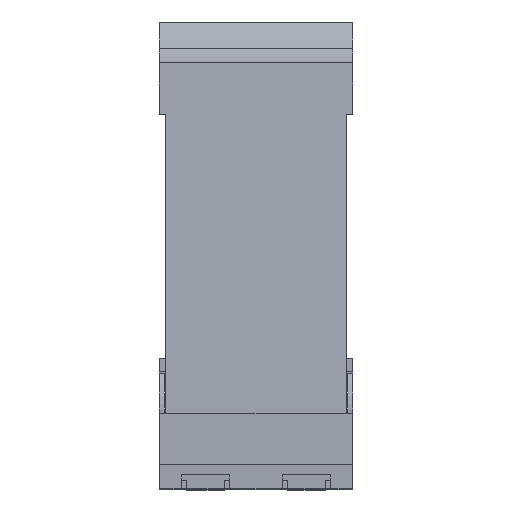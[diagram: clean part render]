
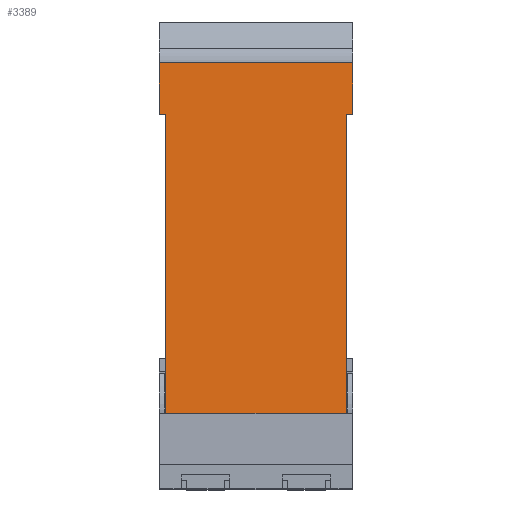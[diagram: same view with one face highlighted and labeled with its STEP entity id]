
A CAD part, top view. The second image highlights one B-rep face of the part: STEP entity #3389.
In plain terms, the highlighted planar face has unit normal (0, 0.064, 0.998).
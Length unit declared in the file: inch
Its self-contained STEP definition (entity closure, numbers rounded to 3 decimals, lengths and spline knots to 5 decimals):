
#45 = CARTESIAN_POINT ( 'NONE',  ( 1.44618, -3.70379, 4.6206 ) ) ;
#70 = DIRECTION ( 'NONE',  ( -1., 0., 0. ) ) ;
#203 = LINE ( 'NONE', #2104, #3219 ) ;
#209 = CARTESIAN_POINT ( 'NONE',  ( -1.22114, -3.70379, 4.6206 ) ) ;
#218 = CARTESIAN_POINT ( 'NONE',  ( -1.22114, 0.5643, 4.34669 ) ) ;
#319 = CARTESIAN_POINT ( 'NONE',  ( -1.22114, -3.70379, 4.6206 ) ) ;
#419 = LINE ( 'NONE', #2036, #3314 ) ;
#425 = DIRECTION ( 'NONE',  ( 1., 0., 0. ) ) ;
#427 = LINE ( 'NONE', #3108, #1521 ) ;
#465 = VERTEX_POINT ( 'NONE', #209 ) ;
#469 = ORIENTED_EDGE ( 'NONE', *, *, #1198, .F. ) ;
#474 = CARTESIAN_POINT ( 'NONE',  ( 1.3576, -3.70379, 4.6206 ) ) ;
#483 = DIRECTION ( 'NONE',  ( -1., 0., 0. ) ) ;
#511 = VECTOR ( 'NONE', #2368, 39.37008 ) ;
#597 = VERTEX_POINT ( 'NONE', #2389 ) ;
#675 = CARTESIAN_POINT ( 'NONE',  ( -1.22114, 1.29843, 4.29957 ) ) ;
#676 = EDGE_CURVE ( 'NONE', #832, #3396, #3242, .T. ) ;
#677 = CARTESIAN_POINT ( 'NONE',  ( 1.44618, 0.5643, 4.34669 ) ) ;
#832 = VERTEX_POINT ( 'NONE', #3479 ) ;
#920 = ORIENTED_EDGE ( 'NONE', *, *, #3446, .F. ) ;
#952 = ORIENTED_EDGE ( 'NONE', *, *, #2963, .F. ) ;
#1035 = VECTOR ( 'NONE', #70, 39.37008 ) ;
#1198 = EDGE_CURVE ( 'NONE', #3482, #2303, #2025, .T. ) ;
#1285 = CARTESIAN_POINT ( 'NONE',  ( -1.30973, -3.70379, 4.6206 ) ) ;
#1304 = LINE ( 'NONE', #1285, #1973 ) ;
#1393 = DIRECTION ( 'NONE',  ( 0., -0.998, 0.064 ) ) ;
#1403 = DIRECTION ( 'NONE',  ( 0., -0.064, -0.998 ) ) ;
#1414 = LINE ( 'NONE', #2498, #1035 ) ;
#1511 = DIRECTION ( 'NONE',  ( 0., 0.998, -0.064 ) ) ;
#1521 = VECTOR ( 'NONE', #483, 39.37008 ) ;
#1589 = EDGE_CURVE ( 'NONE', #465, #1909, #203, .T. ) ;
#1646 = ORIENTED_EDGE ( 'NONE', *, *, #1589, .F. ) ;
#1909 = VERTEX_POINT ( 'NONE', #218 ) ;
#1973 = VECTOR ( 'NONE', #3456, 39.37008 ) ;
#2025 = LINE ( 'NONE', #675, #3272 ) ;
#2036 = CARTESIAN_POINT ( 'NONE',  ( -1.30973, -3.70379, 4.6206 ) ) ;
#2044 = CARTESIAN_POINT ( 'NONE',  ( 1.3576, 0.5643, 4.34669 ) ) ;
#2063 = CARTESIAN_POINT ( 'NONE',  ( -1.30973, 1.29843, 4.29957 ) ) ;
#2104 = CARTESIAN_POINT ( 'NONE',  ( -1.22114, -3.70379, 4.6206 ) ) ;
#2118 = ORIENTED_EDGE ( 'NONE', *, *, #3240, .F. ) ;
#2190 = LINE ( 'NONE', #45, #2980 ) ;
#2295 = VERTEX_POINT ( 'NONE', #677 ) ;
#2303 = VERTEX_POINT ( 'NONE', #2605 ) ;
#2316 = ORIENTED_EDGE ( 'NONE', *, *, #2620, .F. ) ;
#2368 = DIRECTION ( 'NONE',  ( 0., 0.998, -0.064 ) ) ;
#2389 = CARTESIAN_POINT ( 'NONE',  ( -1.30973, 0.5643, 4.34669 ) ) ;
#2485 = DIRECTION ( 'NONE',  ( 0., -0.998, 0.064 ) ) ;
#2498 = CARTESIAN_POINT ( 'NONE',  ( -1.22114, 0.5643, 4.34669 ) ) ;
#2605 = CARTESIAN_POINT ( 'NONE',  ( 1.44618, 1.29843, 4.29957 ) ) ;
#2620 = EDGE_CURVE ( 'NONE', #2295, #3396, #1414, .T. ) ;
#2662 = ORIENTED_EDGE ( 'NONE', *, *, #3127, .T. ) ;
#2749 = PLANE ( 'NONE',  #3432 ) ;
#2859 = EDGE_LOOP ( 'NONE', ( #920, #1646, #2662, #2895, #2316, #952, #469, #2118 ) ) ;
#2895 = ORIENTED_EDGE ( 'NONE', *, *, #676, .T. ) ;
#2963 = EDGE_CURVE ( 'NONE', #2303, #2295, #2190, .T. ) ;
#2980 = VECTOR ( 'NONE', #1393, 39.37008 ) ;
#3061 = FACE_OUTER_BOUND ( 'NONE', #2859, .T. ) ;
#3100 = DIRECTION ( 'NONE',  ( 1., 0., 0. ) ) ;
#3108 = CARTESIAN_POINT ( 'NONE',  ( -1.22114, 0.5643, 4.34669 ) ) ;
#3127 = EDGE_CURVE ( 'NONE', #465, #832, #419, .T. ) ;
#3219 = VECTOR ( 'NONE', #1511, 39.37008 ) ;
#3240 = EDGE_CURVE ( 'NONE', #597, #3482, #1304, .T. ) ;
#3242 = LINE ( 'NONE', #474, #511 ) ;
#3272 = VECTOR ( 'NONE', #425, 39.37008 ) ;
#3314 = VECTOR ( 'NONE', #3100, 39.37008 ) ;
#3389 = ADVANCED_FACE ( 'NONE', ( #3061 ), #2749, .F. ) ;
#3396 = VERTEX_POINT ( 'NONE', #2044 ) ;
#3432 = AXIS2_PLACEMENT_3D ( 'NONE', #319, #1403, #2485 ) ;
#3446 = EDGE_CURVE ( 'NONE', #1909, #597, #427, .T. ) ;
#3456 = DIRECTION ( 'NONE',  ( 0., 0.998, -0.064 ) ) ;
#3479 = CARTESIAN_POINT ( 'NONE',  ( 1.3576, -3.70379, 4.6206 ) ) ;
#3482 = VERTEX_POINT ( 'NONE', #2063 ) ;
